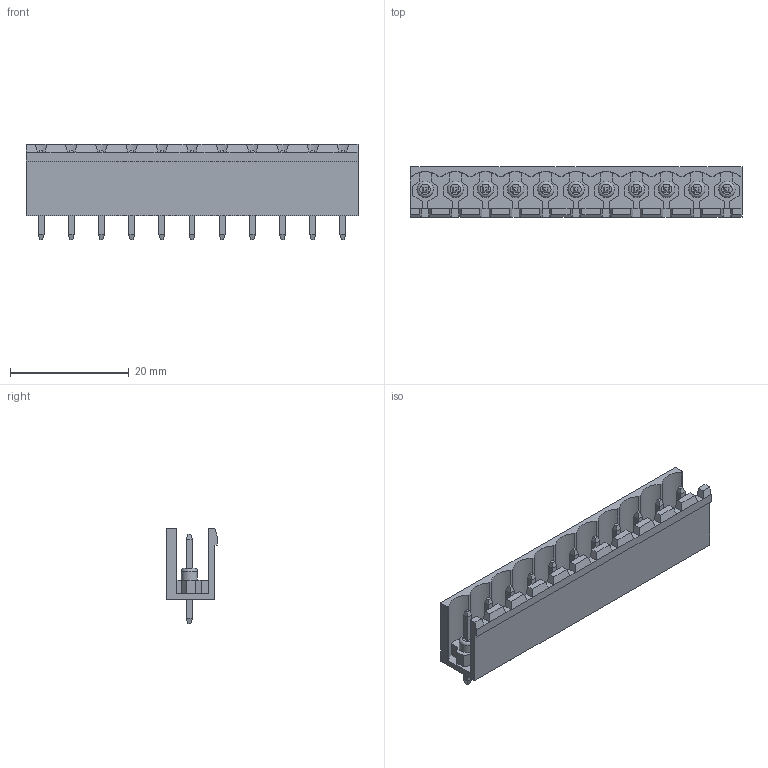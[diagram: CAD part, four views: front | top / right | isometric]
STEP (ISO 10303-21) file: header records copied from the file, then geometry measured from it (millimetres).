
FILE_DESCRIPTION( ( 'Unknown' ), '1' );
FILE_NAME( '691311500011.stp', 'Unknown', ( 'Unknown' ), ( 'Unknown' ), 'PSStep 15.0.49', 'Unknown', ' ' );
FILE_SCHEMA( ( 'AUTOMOTIVE_DESIGN { 1 0 10303 214 1 1 1 1 }' ) );
Length unit declared in the file: millimetre
Products named in the file (3): Assem1; 6913115000xx_PIN; 691311500111
Assembly tree (12 placements, depth 2):
  Assem1
    6913115000xx_PIN  x11
    691311500111
Bounding box: 55.88 x 8.5 x 16 mm (x, y, z)
Volume: 2199.8 mm3; surface area: 5029.5 mm2
Topology: 12 solids, 12 shells, 532 faces, 1414 edges, 906 vertices
Faces by surface type: plane 499, cylinder 22, torus 11
Full cylindrical faces by diameter (mm): 2.75 x11
Entity records: 15760 total; most frequent: CARTESIAN_POINT 2241, ORIENTED_EDGE 2202, DIRECTION 1988, EDGE_CURVE 1101, LINE 1024, VECTOR 1024, VERTEX_POINT 735, AXIS2_PLACEMENT_3D 482
